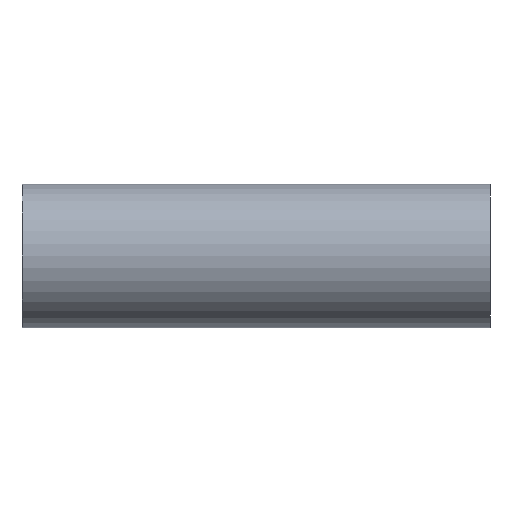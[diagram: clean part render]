
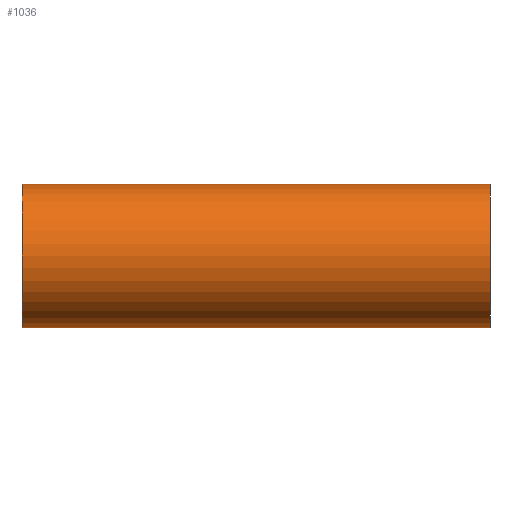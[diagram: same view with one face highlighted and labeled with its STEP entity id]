
A CAD part, left-side view. The second image highlights one B-rep face of the part: STEP entity #1036.
In plain terms, the highlighted cylindrical face has radius 9.754 mm (diameter 19.507 mm), a partial arc.
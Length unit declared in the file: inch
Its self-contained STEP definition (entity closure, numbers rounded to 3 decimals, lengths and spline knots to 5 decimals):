
#18 = CARTESIAN_POINT ( 'NONE',  ( 0., 1.25406, 0.384 ) ) ;
#47 = VERTEX_POINT ( 'NONE', #58 ) ;
#58 = CARTESIAN_POINT ( 'NONE',  ( 0., 1.25406, -0.384 ) ) ;
#209 = CARTESIAN_POINT ( 'NONE',  ( 0., -1.25406, 0.384 ) ) ;
#219 = AXIS2_PLACEMENT_3D ( 'NONE', #907, #498, #572 ) ;
#270 = DIRECTION ( 'NONE',  ( 0., 0., -1. ) ) ;
#283 = ORIENTED_EDGE ( 'NONE', *, *, #585, .T. ) ;
#300 = AXIS2_PLACEMENT_3D ( 'NONE', #658, #664, #270 ) ;
#302 = CARTESIAN_POINT ( 'NONE',  ( 0., -1.25406, 0. ) ) ;
#305 = DIRECTION ( 'NONE',  ( 0., -1., 0. ) ) ;
#372 = LINE ( 'NONE', #913, #541 ) ;
#409 = VECTOR ( 'NONE', #423, 39.37008 ) ;
#423 = DIRECTION ( 'NONE',  ( 0., -1., 0. ) ) ;
#432 = ORIENTED_EDGE ( 'NONE', *, *, #692, .F. ) ;
#458 = CIRCLE ( 'NONE', #868, 0.384 ) ;
#463 = VERTEX_POINT ( 'NONE', #856 ) ;
#498 = DIRECTION ( 'NONE',  ( 0., 1., 0. ) ) ;
#502 = VERTEX_POINT ( 'NONE', #1020 ) ;
#541 = VECTOR ( 'NONE', #305, 39.37008 ) ;
#572 = DIRECTION ( 'NONE',  ( 0., 0., 1. ) ) ;
#585 = EDGE_CURVE ( 'NONE', #463, #813, #458, .T. ) ;
#658 = CARTESIAN_POINT ( 'NONE',  ( 0., 1.25406, 0. ) ) ;
#660 = EDGE_CURVE ( 'NONE', #502, #813, #971, .T. ) ;
#661 = ORIENTED_EDGE ( 'NONE', *, *, #804, .T. ) ;
#664 = DIRECTION ( 'NONE',  ( 0., -1., 0. ) ) ;
#692 = EDGE_CURVE ( 'NONE', #47, #502, #914, .T. ) ;
#697 = DIRECTION ( 'NONE',  ( 0., 1., 0. ) ) ;
#745 = CYLINDRICAL_SURFACE ( 'NONE', #300, 0.384 ) ;
#804 = EDGE_CURVE ( 'NONE', #47, #463, #372, .T. ) ;
#813 = VERTEX_POINT ( 'NONE', #209 ) ;
#856 = CARTESIAN_POINT ( 'NONE',  ( 0., -1.25406, -0.384 ) ) ;
#868 = AXIS2_PLACEMENT_3D ( 'NONE', #302, #697, #937 ) ;
#907 = CARTESIAN_POINT ( 'NONE',  ( 0., 1.25406, 0. ) ) ;
#913 = CARTESIAN_POINT ( 'NONE',  ( 0., 1.25406, -0.384 ) ) ;
#914 = CIRCLE ( 'NONE', #219, 0.384 ) ;
#917 = FACE_OUTER_BOUND ( 'NONE', #981, .T. ) ;
#937 = DIRECTION ( 'NONE',  ( 0., 0., 1. ) ) ;
#971 = LINE ( 'NONE', #18, #409 ) ;
#981 = EDGE_LOOP ( 'NONE', ( #1001, #432, #661, #283 ) ) ;
#1001 = ORIENTED_EDGE ( 'NONE', *, *, #660, .F. ) ;
#1020 = CARTESIAN_POINT ( 'NONE',  ( 0., 1.25406, 0.384 ) ) ;
#1036 = ADVANCED_FACE ( 'NONE', ( #917 ), #745, .T. ) ;
